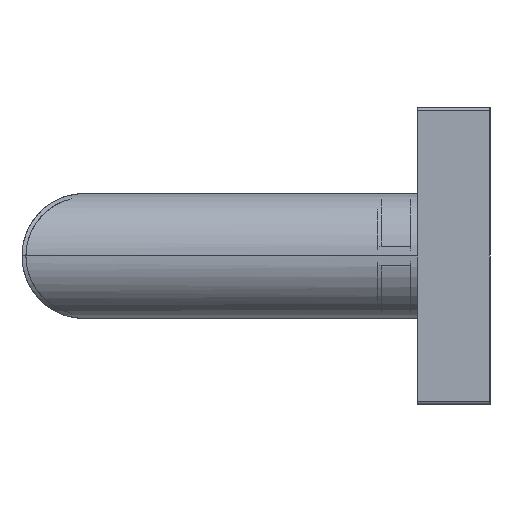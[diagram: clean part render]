
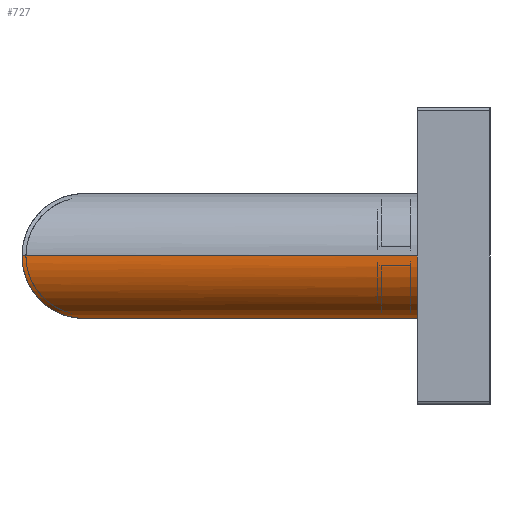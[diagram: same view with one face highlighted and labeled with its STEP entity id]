
A CAD part, left-side view. The second image highlights one B-rep face of the part: STEP entity #727.
In plain terms, the highlighted cylindrical face has radius 9.5 mm (diameter 19 mm), a partial arc.
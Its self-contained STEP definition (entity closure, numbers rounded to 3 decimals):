
#17 = EDGE_LOOP ( 'NONE', ( #192, #138, #40, #84 ) ) ;
#40 = ORIENTED_EDGE ( 'NONE', *, *, #541, .T. ) ;
#84 = ORIENTED_EDGE ( 'NONE', *, *, #772, .F. ) ;
#138 = ORIENTED_EDGE ( 'NONE', *, *, #590, .T. ) ;
#192 = ORIENTED_EDGE ( 'NONE', *, *, #768, .T. ) ;
#210 =( BOUNDED_CURVE ( )  B_SPLINE_CURVE ( 3, ( #2348, #2347, #2346, #2345 ),
 .UNSPECIFIED., .F., .F. ) 
 B_SPLINE_CURVE_WITH_KNOTS ( ( 4, 4 ),
 ( 3.142, 6.283 ),
 .UNSPECIFIED. ) 
 CURVE ( )  GEOMETRIC_REPRESENTATION_ITEM ( )  RATIONAL_B_SPLINE_CURVE ( ( 1., 0.333, 0.333, 1. ) ) 
 REPRESENTATION_ITEM ( '' )  );
#541 = EDGE_CURVE ( 'NONE', #1361, #1355, #677, .T. ) ;
#590 = EDGE_CURVE ( 'NONE', #1360, #1361, #2654, .T. ) ;
#677 = CIRCLE ( 'NONE', #1475, 9.5 ) ;
#727 = ADVANCED_FACE ( 'NONE', ( #1873 ), #1862, .T. ) ;
#768 = EDGE_CURVE ( 'NONE', #1358, #1360, #210, .T. ) ;
#772 = EDGE_CURVE ( 'NONE', #1358, #1355, #2334, .T. ) ;
#861 = DIRECTION ( 'NONE',  ( 0., 0., 1. ) ) ;
#862 = DIRECTION ( 'NONE',  ( 0., 1., 0. ) ) ;
#868 = CARTESIAN_POINT ( 'NONE',  ( 0., 0., 0. ) ) ;
#1355 = VERTEX_POINT ( 'NONE', #1706 ) ;
#1358 = VERTEX_POINT ( 'NONE', #1705 ) ;
#1360 = VERTEX_POINT ( 'NONE', #1704 ) ;
#1361 = VERTEX_POINT ( 'NONE', #1703 ) ;
#1475 = AXIS2_PLACEMENT_3D ( 'NONE', #868, #862, #861 ) ;
#1524 = VECTOR ( 'NONE', #2652, 1000. ) ;
#1703 = CARTESIAN_POINT ( 'NONE',  ( 0., 0., 9.5 ) ) ;
#1704 = CARTESIAN_POINT ( 'NONE',  ( 0., 41., 9.5 ) ) ;
#1705 = CARTESIAN_POINT ( 'NONE',  ( 0., 60., -9.5 ) ) ;
#1706 = CARTESIAN_POINT ( 'NONE',  ( 0., 0., -9.5 ) ) ;
#1862 = CYLINDRICAL_SURFACE ( 'NONE', #1874, 9.5 ) ;
#1873 = FACE_OUTER_BOUND ( 'NONE', #17, .T. ) ;
#1874 = AXIS2_PLACEMENT_3D ( 'NONE', #2438, #2437, #2436 ) ;
#1919 = VECTOR ( 'NONE', #2332, 1000. ) ;
#2332 = DIRECTION ( 'NONE',  ( 0., -1., 0. ) ) ;
#2333 = CARTESIAN_POINT ( 'NONE',  ( 0., 60., -9.5 ) ) ;
#2334 = LINE ( 'NONE', #2333, #1919 ) ;
#2345 = CARTESIAN_POINT ( 'NONE',  ( 0., 41., 9.5 ) ) ;
#2346 = CARTESIAN_POINT ( 'NONE',  ( 19., 41., 9.5 ) ) ;
#2347 = CARTESIAN_POINT ( 'NONE',  ( 19., 60., -9.5 ) ) ;
#2348 = CARTESIAN_POINT ( 'NONE',  ( 0., 60., -9.5 ) ) ;
#2436 = DIRECTION ( 'NONE',  ( 0., 0., -1. ) ) ;
#2437 = DIRECTION ( 'NONE',  ( 0., -1., 0. ) ) ;
#2438 = CARTESIAN_POINT ( 'NONE',  ( 0., 60., 0. ) ) ;
#2652 = DIRECTION ( 'NONE',  ( 0., -1., 0. ) ) ;
#2653 = CARTESIAN_POINT ( 'NONE',  ( 0., 60., 9.5 ) ) ;
#2654 = LINE ( 'NONE', #2653, #1524 ) ;
